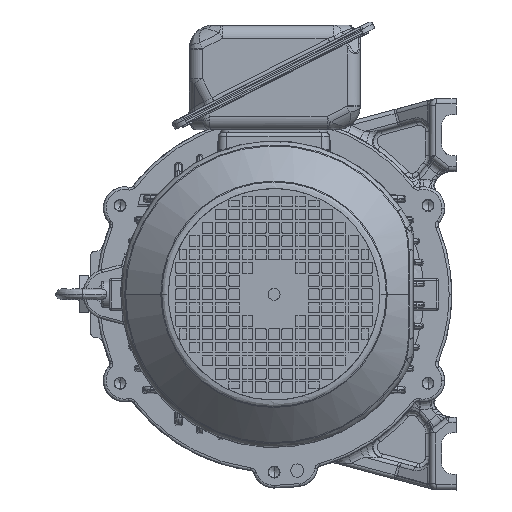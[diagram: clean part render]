
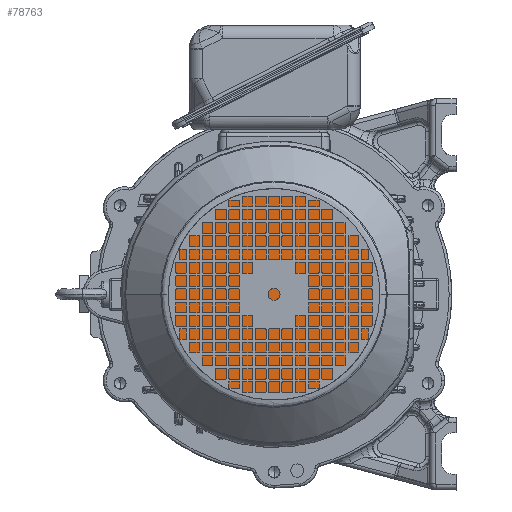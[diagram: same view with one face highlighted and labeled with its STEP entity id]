
A CAD part, left-side view. The second image highlights one B-rep face of the part: STEP entity #78763.
In plain terms, the highlighted planar face has unit normal (-1, 0, 0).
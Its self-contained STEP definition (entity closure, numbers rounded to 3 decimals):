
#18447 = ORIENTED_EDGE ( 'NONE', *, *, #154325, .T. ) ;
#24071 = VERTEX_POINT ( 'NONE', #234562 ) ;
#32247 = FACE_OUTER_BOUND ( 'NONE', #164980, .T. ) ;
#39244 = DIRECTION ( 'NONE',  ( 0., -1., 0. ) ) ;
#41584 = CARTESIAN_POINT ( 'NONE',  ( -240., 0., 0. ) ) ;
#44037 = ORIENTED_EDGE ( 'NONE', *, *, #117007, .T. ) ;
#76155 = CARTESIAN_POINT ( 'NONE',  ( -240., -97.5, 0. ) ) ;
#78763 = ADVANCED_FACE ( 'NONE', ( #32247 ), #144959, .T. ) ;
#103458 = DIRECTION ( 'NONE',  ( 0., 1., 0. ) ) ;
#111563 = CIRCLE ( 'NONE', #229417, 97.5 ) ;
#111605 = DIRECTION ( 'NONE',  ( -1., 0., 0. ) ) ;
#117007 = EDGE_CURVE ( 'NONE', #221680, #24071, #111563, .T. ) ;
#123526 = DIRECTION ( 'NONE',  ( -1., 0., 0. ) ) ;
#124695 = CARTESIAN_POINT ( 'NONE',  ( -240., 0., 0. ) ) ;
#144959 = PLANE ( 'NONE',  #167754 ) ;
#149635 = CARTESIAN_POINT ( 'NONE',  ( -240., 99., 0. ) ) ;
#154325 = EDGE_CURVE ( 'NONE', #24071, #221680, #222922, .T. ) ;
#164980 = EDGE_LOOP ( 'NONE', ( #18447, #44037 ) ) ;
#167754 = AXIS2_PLACEMENT_3D ( 'NONE', #149635, #183014, #39244 ) ;
#169750 = AXIS2_PLACEMENT_3D ( 'NONE', #41584, #111605, #184184 ) ;
#183014 = DIRECTION ( 'NONE',  ( -1., 0., 0. ) ) ;
#184184 = DIRECTION ( 'NONE',  ( 0., 1., 0. ) ) ;
#221680 = VERTEX_POINT ( 'NONE', #76155 ) ;
#222922 = CIRCLE ( 'NONE', #169750, 97.5 ) ;
#229417 = AXIS2_PLACEMENT_3D ( 'NONE', #124695, #123526, #103458 ) ;
#234562 = CARTESIAN_POINT ( 'NONE',  ( -240., 97.5, 0. ) ) ;
